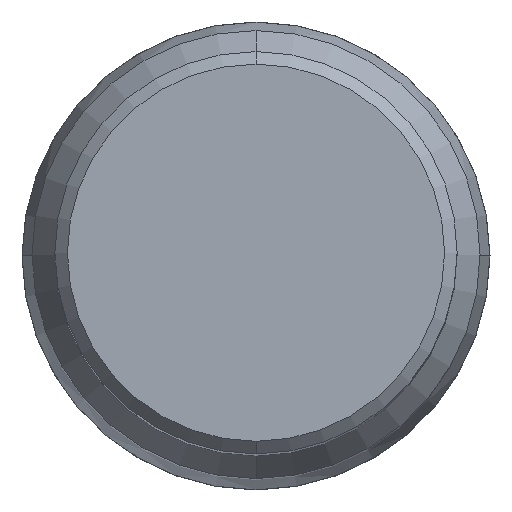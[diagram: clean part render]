
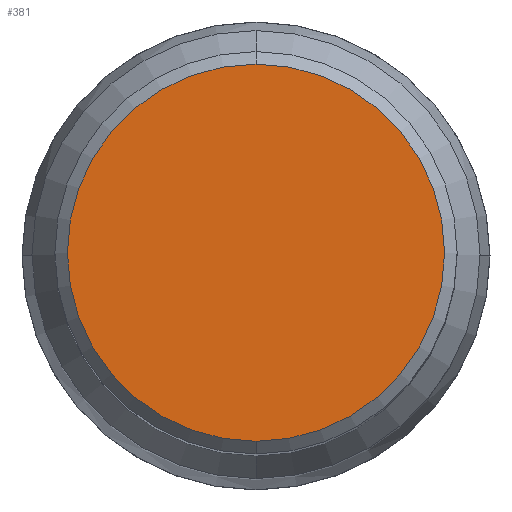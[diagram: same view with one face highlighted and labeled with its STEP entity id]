
A CAD part, top view. The second image highlights one B-rep face of the part: STEP entity #381.
In plain terms, the highlighted planar face has unit normal (0, 0, 1).
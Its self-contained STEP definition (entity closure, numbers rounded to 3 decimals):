
#301=VERTEX_POINT('',#797);
#381=ADVANCED_FACE('',(#885),#886,.T.);
#571=EDGE_CURVE('',#301,#631,#1095,.T.);
#631=VERTEX_POINT('',#1160);
#711=EDGE_CURVE('',#631,#301,#1246,.T.);
#797=CARTESIAN_POINT('',(0.0,15.0,0.0));
#885=FACE_OUTER_BOUND('',#1552,.T.);
#886=PLANE('',#1553);
#1095=CIRCLE('',#1830,15.0);
#1160=CARTESIAN_POINT('',(0.,-15.0,0.0));
#1246=CIRCLE('',#2141,15.0);
#1552=EDGE_LOOP('',(#2379,#2380));
#1553=AXIS2_PLACEMENT_3D('',#2381,#2382,#2383);
#1830=AXIS2_PLACEMENT_3D('',#2676,#2677,#2678);
#2141=AXIS2_PLACEMENT_3D('',#2837,#2838,#2839);
#2379=ORIENTED_EDGE('',*,*,#571,.F.);
#2380=ORIENTED_EDGE('',*,*,#711,.F.);
#2381=CARTESIAN_POINT('',(0.0,7.5,0.0));
#2382=DIRECTION('',(-0.0,0.0,1.0));
#2383=DIRECTION('',(0.0,-1.0,0.0));
#2676=CARTESIAN_POINT('',(0.0,0.0,0.0));
#2677=DIRECTION('',(0.0,0.0,-1.0));
#2678=DIRECTION('',(0.0,1.0,0.0));
#2837=CARTESIAN_POINT('',(0.0,0.0,0.0));
#2838=DIRECTION('',(0.0,0.0,-1.0));
#2839=DIRECTION('',(0.0,1.0,0.0));
